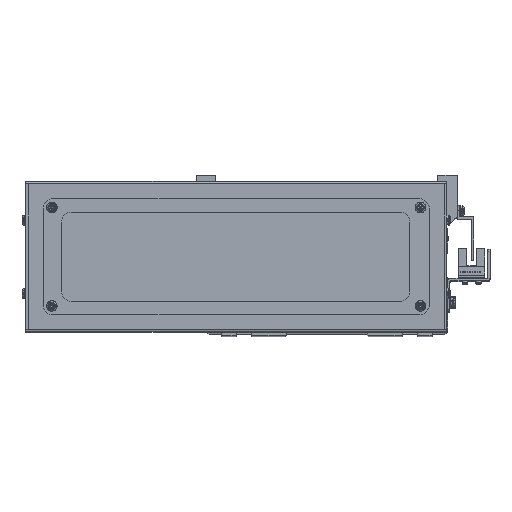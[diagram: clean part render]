
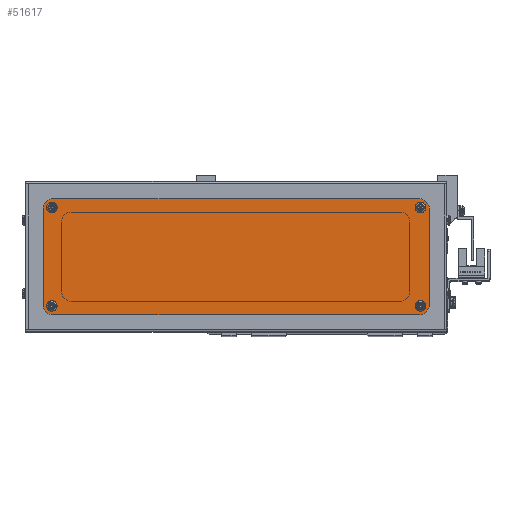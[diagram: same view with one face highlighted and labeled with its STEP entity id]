
A CAD part, top view. The second image highlights one B-rep face of the part: STEP entity #51617.
In plain terms, the highlighted planar face has unit normal (0, 0, 1).
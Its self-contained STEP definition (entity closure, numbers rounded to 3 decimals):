
#29 = LINE ( 'NONE', #44235, #28249 ) ;
#62 = DIRECTION ( 'NONE',  ( 0., 0., 1. ) ) ;
#336 = DIRECTION ( 'NONE',  ( 0., 0., 1. ) ) ;
#1357 = CARTESIAN_POINT ( 'NONE',  ( 97.2, 25.5, 2. ) ) ;
#2056 = CARTESIAN_POINT ( 'NONE',  ( -100., -25., 2. ) ) ;
#2398 = FACE_BOUND ( 'NONE', #26757, .T. ) ;
#3287 = DIRECTION ( 'NONE',  ( 0., 0., 1. ) ) ;
#4147 = FACE_BOUND ( 'NONE', #46703, .T. ) ;
#6832 = CARTESIAN_POINT ( 'NONE',  ( 95.5, -25.5, 2. ) ) ;
#7068 = CARTESIAN_POINT ( 'NONE',  ( -95., 25., 2. ) ) ;
#7163 = DIRECTION ( 'NONE',  ( 0., 0., 1. ) ) ;
#7201 = CARTESIAN_POINT ( 'NONE',  ( -97.2, 25.5, 2. ) ) ;
#7806 = CARTESIAN_POINT ( 'NONE',  ( -93.8, 25.5, 2. ) ) ;
#7912 = AXIS2_PLACEMENT_3D ( 'NONE', #17242, #56551, #22881 ) ;
#8364 = CARTESIAN_POINT ( 'NONE',  ( -95., 30., 2. ) ) ;
#8813 = EDGE_CURVE ( 'NONE', #55944, #65805, #68879, .T. ) ;
#9011 = ORIENTED_EDGE ( 'NONE', *, *, #61502, .T. ) ;
#9673 = CARTESIAN_POINT ( 'NONE',  ( -93.8, -25.5, 2. ) ) ;
#11082 = VERTEX_POINT ( 'NONE', #27283 ) ;
#11241 = VERTEX_POINT ( 'NONE', #7806 ) ;
#12500 = DIRECTION ( 'NONE',  ( 1., 0., 0. ) ) ;
#12526 = AXIS2_PLACEMENT_3D ( 'NONE', #34096, #336, #39757 ) ;
#12728 = DIRECTION ( 'NONE',  ( 1., 0., 0. ) ) ;
#14607 = EDGE_LOOP ( 'NONE', ( #51280, #22838, #58030, #69006, #64965, #16222, #9011, #65861 ) ) ;
#14613 = VERTEX_POINT ( 'NONE', #41628 ) ;
#14975 = CIRCLE ( 'NONE', #23905, 5. ) ;
#16068 = DIRECTION ( 'NONE',  ( 0., 0., 1. ) ) ;
#16222 = ORIENTED_EDGE ( 'NONE', *, *, #36096, .T. ) ;
#16468 = DIRECTION ( 'NONE',  ( 0., 1., 0. ) ) ;
#16491 = CARTESIAN_POINT ( 'NONE',  ( -95.5, -25.5, 2. ) ) ;
#16573 = CARTESIAN_POINT ( 'NONE',  ( -95.5, 25.5, 2. ) ) ;
#16685 = AXIS2_PLACEMENT_3D ( 'NONE', #52877, #19236, #58507 ) ;
#17196 = VECTOR ( 'NONE', #18411, 1000. ) ;
#17242 = CARTESIAN_POINT ( 'NONE',  ( 95.5, 25.5, 2. ) ) ;
#17426 = FACE_BOUND ( 'NONE', #69103, .T. ) ;
#17437 = CARTESIAN_POINT ( 'NONE',  ( -97.2, -25.5, 2. ) ) ;
#18140 = VECTOR ( 'NONE', #24717, 1000. ) ;
#18411 = DIRECTION ( 'NONE',  ( 1., 0., 0. ) ) ;
#18613 = CARTESIAN_POINT ( 'NONE',  ( -100., 25., 2. ) ) ;
#19236 = DIRECTION ( 'NONE',  ( 0., 0., 1. ) ) ;
#19367 = ORIENTED_EDGE ( 'NONE', *, *, #63165, .F. ) ;
#20563 = CIRCLE ( 'NONE', #12526, 1.7 ) ;
#21079 = VERTEX_POINT ( 'NONE', #36817 ) ;
#21979 = LINE ( 'NONE', #8364, #50120 ) ;
#22142 = DIRECTION ( 'NONE',  ( 1., 0., 0. ) ) ;
#22220 = DIRECTION ( 'NONE',  ( 1., 0., 0. ) ) ;
#22838 = ORIENTED_EDGE ( 'NONE', *, *, #46539, .T. ) ;
#22881 = DIRECTION ( 'NONE',  ( 1., 0., 0. ) ) ;
#23803 = CARTESIAN_POINT ( 'NONE',  ( 95., -30., 2. ) ) ;
#23905 = AXIS2_PLACEMENT_3D ( 'NONE', #7068, #46428, #12728 ) ;
#24101 = VERTEX_POINT ( 'NONE', #17437 ) ;
#24128 = CIRCLE ( 'NONE', #60979, 1.7 ) ;
#24717 = DIRECTION ( 'NONE',  ( 0., -1., 0. ) ) ;
#24729 = CARTESIAN_POINT ( 'NONE',  ( 95., 25., 2. ) ) ;
#24872 = VERTEX_POINT ( 'NONE', #7201 ) ;
#25129 = ORIENTED_EDGE ( 'NONE', *, *, #61294, .F. ) ;
#25971 = CIRCLE ( 'NONE', #68906, 1.7 ) ;
#25989 = VERTEX_POINT ( 'NONE', #1357 ) ;
#26298 = CIRCLE ( 'NONE', #69242, 1.7 ) ;
#26757 = EDGE_LOOP ( 'NONE', ( #25129, #62390 ) ) ;
#27283 = CARTESIAN_POINT ( 'NONE',  ( -95., -30., 2. ) ) ;
#28249 = VECTOR ( 'NONE', #16468, 1000. ) ;
#30389 = DIRECTION ( 'NONE',  ( 1., 0., 0. ) ) ;
#30394 = EDGE_CURVE ( 'NONE', #11241, #24872, #24128, .T. ) ;
#30974 = DIRECTION ( 'NONE',  ( 0., 0., 1. ) ) ;
#32341 = FACE_OUTER_BOUND ( 'NONE', #14607, .T. ) ;
#32344 = CARTESIAN_POINT ( 'NONE',  ( 95., 30., 2. ) ) ;
#33814 = CARTESIAN_POINT ( 'NONE',  ( -95.5, 25.5, 2. ) ) ;
#34096 = CARTESIAN_POINT ( 'NONE',  ( -95.5, -25.5, 2. ) ) ;
#34423 = VERTEX_POINT ( 'NONE', #9673 ) ;
#34931 = CIRCLE ( 'NONE', #7912, 1.7 ) ;
#36096 = EDGE_CURVE ( 'NONE', #50652, #69534, #21979, .T. ) ;
#36817 = CARTESIAN_POINT ( 'NONE',  ( 97.2, -25.5, 2. ) ) ;
#37004 = CARTESIAN_POINT ( 'NONE',  ( -95., -25., 2. ) ) ;
#38468 = EDGE_CURVE ( 'NONE', #47588, #50652, #48027, .T. ) ;
#38598 = CIRCLE ( 'NONE', #58751, 5. ) ;
#39012 = EDGE_CURVE ( 'NONE', #25989, #14613, #26298, .T. ) ;
#39191 = CARTESIAN_POINT ( 'NONE',  ( 100., -25., 2. ) ) ;
#39475 = DIRECTION ( 'NONE',  ( 1., 0., 0. ) ) ;
#39757 = DIRECTION ( 'NONE',  ( 1., 0., 0. ) ) ;
#39967 = ORIENTED_EDGE ( 'NONE', *, *, #71815, .F. ) ;
#40906 = CARTESIAN_POINT ( 'NONE',  ( 95.5, 25.5, 2. ) ) ;
#41628 = CARTESIAN_POINT ( 'NONE',  ( 93.8, 25.5, 2. ) ) ;
#41815 = CARTESIAN_POINT ( 'NONE',  ( 95., -30., 2. ) ) ;
#41850 = CARTESIAN_POINT ( 'NONE',  ( -95., 30., 2. ) ) ;
#41972 = EDGE_CURVE ( 'NONE', #24872, #11241, #25971, .T. ) ;
#42668 = DIRECTION ( 'NONE',  ( 1., 0., 0. ) ) ;
#44235 = CARTESIAN_POINT ( 'NONE',  ( 100., 25., 2. ) ) ;
#44621 = EDGE_CURVE ( 'NONE', #65805, #47588, #29, .T. ) ;
#45624 = AXIS2_PLACEMENT_3D ( 'NONE', #24729, #64082, #30389 ) ;
#46204 = DIRECTION ( 'NONE',  ( 0., 0., 1. ) ) ;
#46428 = DIRECTION ( 'NONE',  ( 0., 0., 1. ) ) ;
#46532 = DIRECTION ( 'NONE',  ( 1., 0., 0. ) ) ;
#46539 = EDGE_CURVE ( 'NONE', #11082, #55944, #47077, .T. ) ;
#46547 = AXIS2_PLACEMENT_3D ( 'NONE', #49757, #16068, #55398 ) ;
#46703 = EDGE_LOOP ( 'NONE', ( #39967, #56083 ) ) ;
#47077 = LINE ( 'NONE', #23803, #17196 ) ;
#47525 = EDGE_CURVE ( 'NONE', #21079, #62017, #48720, .T. ) ;
#47588 = VERTEX_POINT ( 'NONE', #71046 ) ;
#47769 = DIRECTION ( 'NONE',  ( -1., 0., 0. ) ) ;
#47935 = AXIS2_PLACEMENT_3D ( 'NONE', #16491, #55805, #22142 ) ;
#48027 = CIRCLE ( 'NONE', #45624, 5. ) ;
#48720 = CIRCLE ( 'NONE', #57885, 1.7 ) ;
#49757 = CARTESIAN_POINT ( 'NONE',  ( 95., -25., 2. ) ) ;
#50120 = VECTOR ( 'NONE', #47769, 1000. ) ;
#50652 = VERTEX_POINT ( 'NONE', #32344 ) ;
#51280 = ORIENTED_EDGE ( 'NONE', *, *, #62257, .T. ) ;
#51617 = ADVANCED_FACE ( 'NONE', ( #4147, #62269, #32341, #17426, #2398 ), #69641, .T. ) ;
#52770 = VERTEX_POINT ( 'NONE', #18613 ) ;
#52877 = CARTESIAN_POINT ( 'NONE',  ( -95., -25., 2. ) ) ;
#54289 = VERTEX_POINT ( 'NONE', #55514 ) ;
#54398 = EDGE_CURVE ( 'NONE', #34423, #24101, #20563, .T. ) ;
#54458 = CIRCLE ( 'NONE', #47935, 1.7 ) ;
#55398 = DIRECTION ( 'NONE',  ( 1., 0., 0. ) ) ;
#55514 = CARTESIAN_POINT ( 'NONE',  ( -100., -25., 2. ) ) ;
#55805 = DIRECTION ( 'NONE',  ( 0., 0., 1. ) ) ;
#55878 = DIRECTION ( 'NONE',  ( 0., 0., 1. ) ) ;
#55936 = LINE ( 'NONE', #2056, #18140 ) ;
#55944 = VERTEX_POINT ( 'NONE', #41815 ) ;
#56083 = ORIENTED_EDGE ( 'NONE', *, *, #47525, .F. ) ;
#56551 = DIRECTION ( 'NONE',  ( 0., 0., 1. ) ) ;
#57885 = AXIS2_PLACEMENT_3D ( 'NONE', #64669, #30974, #70322 ) ;
#58030 = ORIENTED_EDGE ( 'NONE', *, *, #8813, .T. ) ;
#58106 = CIRCLE ( 'NONE', #58342, 1.7 ) ;
#58342 = AXIS2_PLACEMENT_3D ( 'NONE', #6832, #46204, #12500 ) ;
#58507 = DIRECTION ( 'NONE',  ( 1., 0., 0. ) ) ;
#58751 = AXIS2_PLACEMENT_3D ( 'NONE', #37004, #3287, #42668 ) ;
#59064 = ORIENTED_EDGE ( 'NONE', *, *, #39012, .F. ) ;
#59893 = ORIENTED_EDGE ( 'NONE', *, *, #41972, .F. ) ;
#60308 = EDGE_LOOP ( 'NONE', ( #19367, #59064 ) ) ;
#60979 = AXIS2_PLACEMENT_3D ( 'NONE', #16573, #55878, #22220 ) ;
#61294 = EDGE_CURVE ( 'NONE', #24101, #34423, #54458, .T. ) ;
#61502 = EDGE_CURVE ( 'NONE', #69534, #52770, #14975, .T. ) ;
#62017 = VERTEX_POINT ( 'NONE', #63117 ) ;
#62257 = EDGE_CURVE ( 'NONE', #54289, #11082, #38598, .T. ) ;
#62269 = FACE_BOUND ( 'NONE', #60308, .T. ) ;
#62390 = ORIENTED_EDGE ( 'NONE', *, *, #54398, .F. ) ;
#63117 = CARTESIAN_POINT ( 'NONE',  ( 93.8, -25.5, 2. ) ) ;
#63165 = EDGE_CURVE ( 'NONE', #14613, #25989, #34931, .T. ) ;
#64082 = DIRECTION ( 'NONE',  ( 0., 0., 1. ) ) ;
#64669 = CARTESIAN_POINT ( 'NONE',  ( 95.5, -25.5, 2. ) ) ;
#64965 = ORIENTED_EDGE ( 'NONE', *, *, #38468, .T. ) ;
#65805 = VERTEX_POINT ( 'NONE', #39191 ) ;
#65861 = ORIENTED_EDGE ( 'NONE', *, *, #68114, .T. ) ;
#66314 = ORIENTED_EDGE ( 'NONE', *, *, #30394, .F. ) ;
#68114 = EDGE_CURVE ( 'NONE', #52770, #54289, #55936, .T. ) ;
#68879 = CIRCLE ( 'NONE', #46547, 5. ) ;
#68906 = AXIS2_PLACEMENT_3D ( 'NONE', #33814, #62, #39475 ) ;
#69006 = ORIENTED_EDGE ( 'NONE', *, *, #44621, .T. ) ;
#69103 = EDGE_LOOP ( 'NONE', ( #59893, #66314 ) ) ;
#69242 = AXIS2_PLACEMENT_3D ( 'NONE', #40906, #7163, #46532 ) ;
#69534 = VERTEX_POINT ( 'NONE', #41850 ) ;
#69641 = PLANE ( 'NONE',  #16685 ) ;
#70322 = DIRECTION ( 'NONE',  ( 1., 0., 0. ) ) ;
#71046 = CARTESIAN_POINT ( 'NONE',  ( 100., 25., 2. ) ) ;
#71815 = EDGE_CURVE ( 'NONE', #62017, #21079, #58106, .T. ) ;
